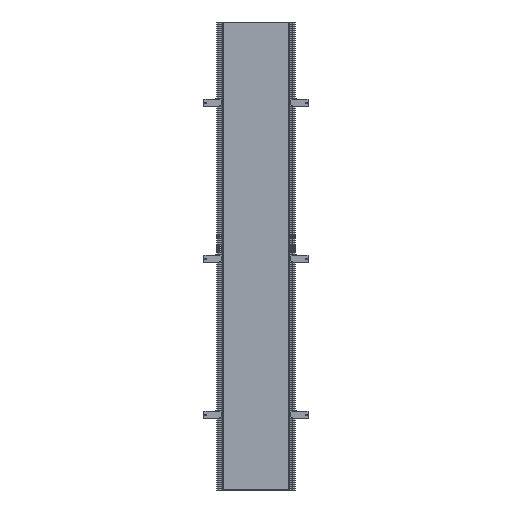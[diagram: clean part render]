
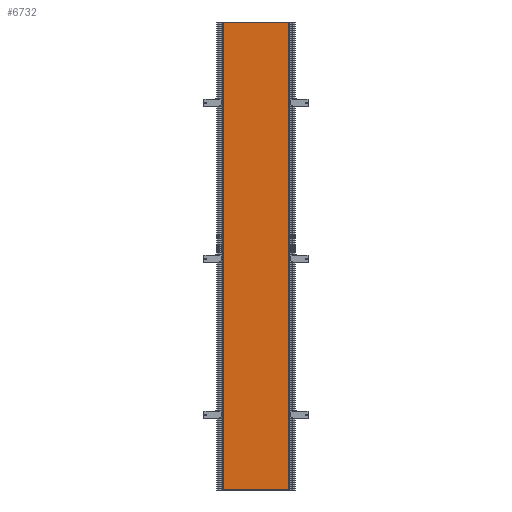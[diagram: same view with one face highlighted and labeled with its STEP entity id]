
A CAD part, front view. The second image highlights one B-rep face of the part: STEP entity #6732.
In plain terms, the highlighted face is planar.
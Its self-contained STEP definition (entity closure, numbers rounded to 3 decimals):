
#151 = ORIENTED_EDGE ( 'NONE', *, *, #5028, .F. ) ;
#374 = EDGE_CURVE ( 'NONE', #4486, #4951, #4675, .T. ) ;
#535 = EDGE_CURVE ( 'NONE', #1526, #4486, #7255, .T. ) ;
#1397 = VECTOR ( 'NONE', #4622, 1000. ) ;
#1406 = VECTOR ( 'NONE', #8031, 1000. ) ;
#1526 = VERTEX_POINT ( 'NONE', #2540 ) ;
#2021 = DIRECTION ( 'NONE',  ( 0., 0., 1. ) ) ;
#2248 = DIRECTION ( 'NONE',  ( 0., 0., -1. ) ) ;
#2280 = FACE_OUTER_BOUND ( 'NONE', #4025, .T. ) ;
#2346 = CARTESIAN_POINT ( 'NONE',  ( -167.5, 0., -2399. ) ) ;
#2362 = DIRECTION ( 'NONE',  ( 1., 0., 0. ) ) ;
#2540 = CARTESIAN_POINT ( 'NONE',  ( -167.5, 0., -2399. ) ) ;
#2947 = DIRECTION ( 'NONE',  ( 0., -1., 0. ) ) ;
#3180 = CARTESIAN_POINT ( 'NONE',  ( -170.5, 0., 0. ) ) ;
#3237 = CARTESIAN_POINT ( 'NONE',  ( 167.5, 0., -2399. ) ) ;
#3387 = CARTESIAN_POINT ( 'NONE',  ( 167.5, 0., 0. ) ) ;
#3688 = PLANE ( 'NONE',  #6339 ) ;
#3760 = ORIENTED_EDGE ( 'NONE', *, *, #535, .T. ) ;
#3845 = CARTESIAN_POINT ( 'NONE',  ( 167.5, 0., 0. ) ) ;
#3923 = VECTOR ( 'NONE', #2021, 1000. ) ;
#4025 = EDGE_LOOP ( 'NONE', ( #3760, #8397, #151, #7365 ) ) ;
#4486 = VERTEX_POINT ( 'NONE', #3237 ) ;
#4591 = CARTESIAN_POINT ( 'NONE',  ( -170.5, 0., -2399. ) ) ;
#4622 = DIRECTION ( 'NONE',  ( 1., 0., 0. ) ) ;
#4675 = LINE ( 'NONE', #3387, #3923 ) ;
#4951 = VERTEX_POINT ( 'NONE', #3845 ) ;
#5028 = EDGE_CURVE ( 'NONE', #6465, #4951, #5614, .T. ) ;
#5142 = EDGE_CURVE ( 'NONE', #6465, #1526, #6051, .T. ) ;
#5614 = LINE ( 'NONE', #3180, #8665 ) ;
#6051 = LINE ( 'NONE', #2346, #1406 ) ;
#6339 = AXIS2_PLACEMENT_3D ( 'NONE', #8389, #2947, #2248 ) ;
#6465 = VERTEX_POINT ( 'NONE', #6614 ) ;
#6614 = CARTESIAN_POINT ( 'NONE',  ( -167.5, 0., 0. ) ) ;
#6732 = ADVANCED_FACE ( 'NONE', ( #2280 ), #3688, .T. ) ;
#7255 = LINE ( 'NONE', #4591, #1397 ) ;
#7365 = ORIENTED_EDGE ( 'NONE', *, *, #5142, .T. ) ;
#8031 = DIRECTION ( 'NONE',  ( 0., 0., -1. ) ) ;
#8389 = CARTESIAN_POINT ( 'NONE',  ( -170.5, 0., -2399. ) ) ;
#8397 = ORIENTED_EDGE ( 'NONE', *, *, #374, .T. ) ;
#8665 = VECTOR ( 'NONE', #2362, 1000. ) ;
